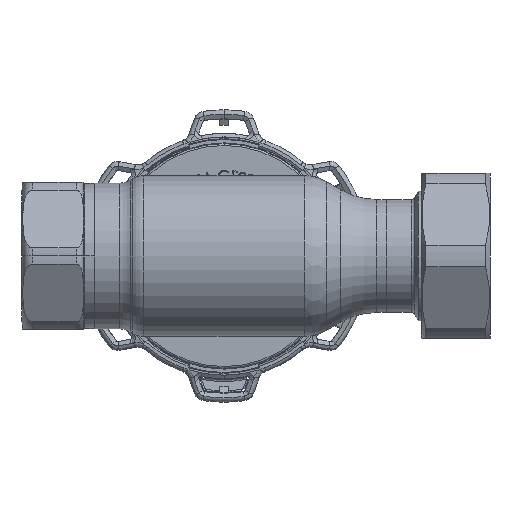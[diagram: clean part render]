
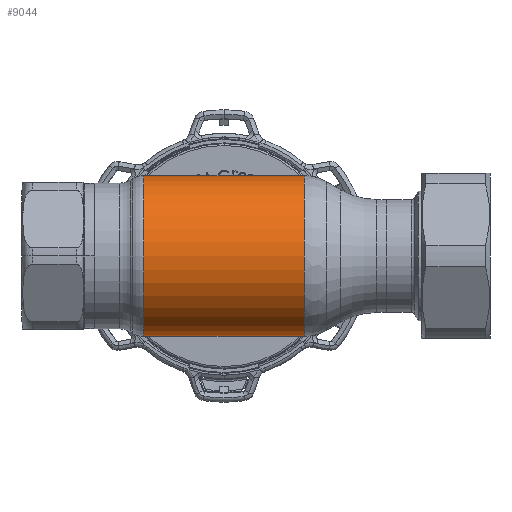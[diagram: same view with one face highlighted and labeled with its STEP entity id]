
A CAD part, front view. The second image highlights one B-rep face of the part: STEP entity #9044.
In plain terms, the highlighted cylindrical face has radius 22.25 mm (diameter 44.5 mm), a partial arc.
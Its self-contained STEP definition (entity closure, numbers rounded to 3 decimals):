
#322 = CARTESIAN_POINT ( 'NONE',  ( 22.285, 0., 22.25 ) ) ;
#529 = LINE ( 'NONE', #7185, #30895 ) ;
#716 = CARTESIAN_POINT ( 'NONE',  ( -22.285, 0., 22.25 ) ) ;
#2410 = VERTEX_POINT ( 'NONE', #3974 ) ;
#3062 = VERTEX_POINT ( 'NONE', #322 ) ;
#3500 = ORIENTED_EDGE ( 'NONE', *, *, #25586, .F. ) ;
#3546 = DIRECTION ( 'NONE',  ( 1., 0., 0. ) ) ;
#3974 = CARTESIAN_POINT ( 'NONE',  ( -22.285, 0., -22.25 ) ) ;
#4518 = CYLINDRICAL_SURFACE ( 'NONE', #29581, 22.25 ) ;
#5960 = CARTESIAN_POINT ( 'NONE',  ( 22.285, 0., 0. ) ) ;
#7185 = CARTESIAN_POINT ( 'NONE',  ( 62.69, 0., -22.25 ) ) ;
#9044 = ADVANCED_FACE ( 'NONE', ( #19809 ), #4518, .T. ) ;
#9049 = EDGE_CURVE ( 'NONE', #24796, #2410, #36024, .T. ) ;
#12585 = DIRECTION ( 'NONE',  ( 1., 0., 0. ) ) ;
#12899 = AXIS2_PLACEMENT_3D ( 'NONE', #36092, #14198, #29649 ) ;
#13185 = VECTOR ( 'NONE', #12585, 1000. ) ;
#14198 = DIRECTION ( 'NONE',  ( 1., 0., 0. ) ) ;
#16735 = CIRCLE ( 'NONE', #28934, 22.25 ) ;
#17201 = EDGE_CURVE ( 'NONE', #24796, #3062, #28422, .T. ) ;
#17629 = ORIENTED_EDGE ( 'NONE', *, *, #9049, .T. ) ;
#18334 = EDGE_LOOP ( 'NONE', ( #24935, #17629, #38590, #3500 ) ) ;
#19809 = FACE_OUTER_BOUND ( 'NONE', #18334, .T. ) ;
#21198 = CARTESIAN_POINT ( 'NONE',  ( 62.69, 0., 0. ) ) ;
#22969 = CARTESIAN_POINT ( 'NONE',  ( 22.285, 0., -22.25 ) ) ;
#24796 = VERTEX_POINT ( 'NONE', #716 ) ;
#24935 = ORIENTED_EDGE ( 'NONE', *, *, #17201, .F. ) ;
#25586 = EDGE_CURVE ( 'NONE', #3062, #28344, #16735, .T. ) ;
#26630 = DIRECTION ( 'NONE',  ( 0., 0., -1. ) ) ;
#28036 = CARTESIAN_POINT ( 'NONE',  ( 62.69, 0., 22.25 ) ) ;
#28344 = VERTEX_POINT ( 'NONE', #22969 ) ;
#28422 = LINE ( 'NONE', #28036, #13185 ) ;
#28934 = AXIS2_PLACEMENT_3D ( 'NONE', #5960, #36910, #36514 ) ;
#29581 = AXIS2_PLACEMENT_3D ( 'NONE', #21198, #36484, #26630 ) ;
#29649 = DIRECTION ( 'NONE',  ( 0., 0., -1. ) ) ;
#30895 = VECTOR ( 'NONE', #3546, 1000. ) ;
#30986 = EDGE_CURVE ( 'NONE', #2410, #28344, #529, .T. ) ;
#36024 = CIRCLE ( 'NONE', #12899, 22.25 ) ;
#36092 = CARTESIAN_POINT ( 'NONE',  ( -22.285, 0., 0. ) ) ;
#36484 = DIRECTION ( 'NONE',  ( 1., 0., 0. ) ) ;
#36514 = DIRECTION ( 'NONE',  ( 0., 0., -1. ) ) ;
#36910 = DIRECTION ( 'NONE',  ( 1., 0., 0. ) ) ;
#38590 = ORIENTED_EDGE ( 'NONE', *, *, #30986, .T. ) ;
